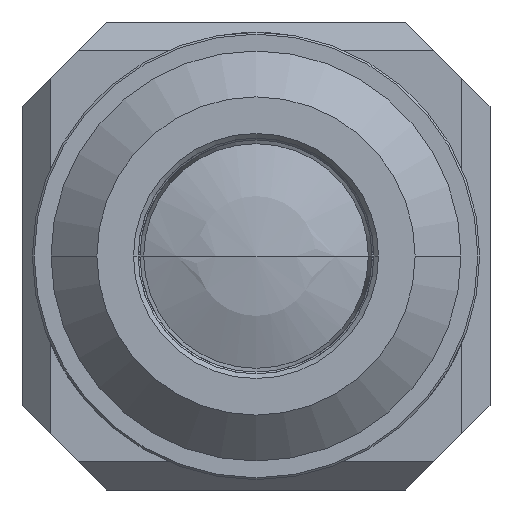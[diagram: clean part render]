
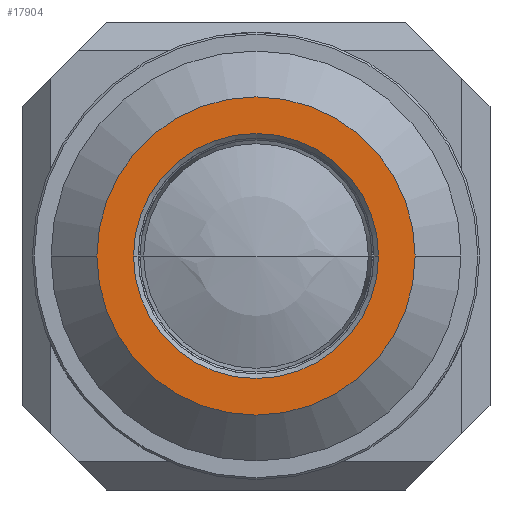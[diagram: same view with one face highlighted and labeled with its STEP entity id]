
A CAD part, left-side view. The second image highlights one B-rep face of the part: STEP entity #17904.
In plain terms, the highlighted planar face has unit normal (-1, 0, 0).
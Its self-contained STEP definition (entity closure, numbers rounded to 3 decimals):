
#17263=CARTESIAN_POINT('',(5.6,0.,0.));
#17264=DIRECTION('',(-1.,0.,0.));
#17265=DIRECTION('',(0.,1.,0.));
#17266=AXIS2_PLACEMENT_3D('',#17263,#17264,#17265);
#17278=CARTESIAN_POINT('',(5.6,0.,0.));
#17279=DIRECTION('',(1.,0.,0.));
#17280=DIRECTION('',(0.,1.,0.));
#17281=AXIS2_PLACEMENT_3D('',#17278,#17279,#17280);
#17293=CARTESIAN_POINT('',(5.6,0.,0.));
#17294=DIRECTION('',(-1.,0.,0.));
#17295=DIRECTION('',(0.,1.,0.));
#17296=AXIS2_PLACEMENT_3D('',#17293,#17294,#17295);
#17301=CARTESIAN_POINT('',(5.6,0.,0.));
#17302=DIRECTION('',(1.,0.,0.));
#17303=DIRECTION('',(0.,1.,0.));
#17304=AXIS2_PLACEMENT_3D('',#17301,#17302,#17303);
#17610=CARTESIAN_POINT('',(5.6,17.,0.));
#17612=VERTEX_POINT('',#17610);
#17613=CARTESIAN_POINT('',(5.6,13.09,0.));
#17615=VERTEX_POINT('',#17613);
#17638=CARTESIAN_POINT('',(5.6,-17.,0.));
#17640=VERTEX_POINT('',#17638);
#17641=CARTESIAN_POINT('',(5.6,-13.09,0.));
#17643=VERTEX_POINT('',#17641);
#17889=CARTESIAN_POINT('',(5.6,0.,0.));
#17890=DIRECTION('',(-1.,0.,0.));
#17891=DIRECTION('',(0.,1.,0.));
#17892=AXIS2_PLACEMENT_3D('',#17889,#17890,#17891);
#17893=PLANE('',#17892);
#17895=ORIENTED_EDGE('',*,*,#17894,.F.);
#17897=ORIENTED_EDGE('',*,*,#17896,.T.);
#17898=EDGE_LOOP('',(#17895,#17897));
#17899=FACE_OUTER_BOUND('',#17898,.F.);
#17900=ORIENTED_EDGE('',*,*,#17882,.F.);
#17901=ORIENTED_EDGE('',*,*,#17871,.T.);
#17902=EDGE_LOOP('',(#17900,#17901));
#17903=FACE_BOUND('',#17902,.F.);
#17267=CIRCLE('',#17266,13.09);
#17282=CIRCLE('',#17281,13.09);
#17297=CIRCLE('',#17296,17.);
#17305=CIRCLE('',#17304,17.);
#17871=EDGE_CURVE('',#17615,#17643,#17267,.T.);
#17882=EDGE_CURVE('',#17615,#17643,#17282,.T.);
#17894=EDGE_CURVE('',#17612,#17640,#17297,.T.);
#17896=EDGE_CURVE('',#17612,#17640,#17305,.T.);
#17904=ADVANCED_FACE('',(#17899,#17903),#17893,.T.);
